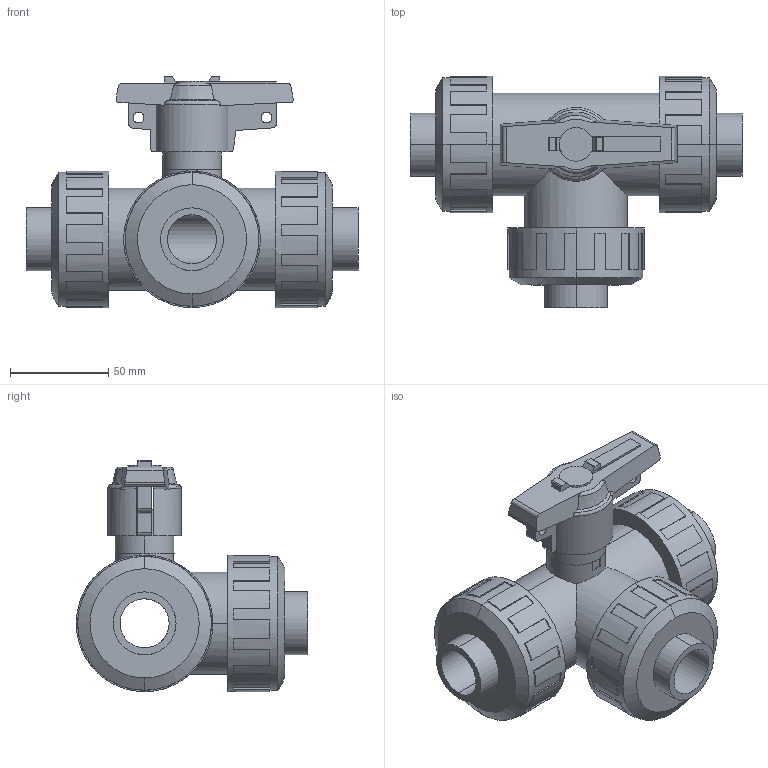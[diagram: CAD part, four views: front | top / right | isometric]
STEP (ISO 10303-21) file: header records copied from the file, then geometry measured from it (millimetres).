
FILE_DESCRIPTION(('STEP AP214'),'1');
FILE_NAME('cctmp_C20CF7ED-E889-4D64-9252-5D3F7D6FDF0B_2021_10_22_08_20_24_0454..stp','2021-10-22T06:20:24',('Praher Valves GmbH'),('CADClick - www.CADClick.com'),'Spatial InterOp 3D',' ','unknown authorization');
FILE_SCHEMA(('AUTOMOTIVE_DESIGN'));
Length unit declared in the file: millimetre
Products named in the file (1): 124777
Bounding box: 169 x 117.75 x 117.68 mm (x, y, z)
Volume: 514138.8 mm3; surface area: 125055.8 mm2
Topology: 1 solids, 1 shells, 382 faces, 1065 edges, 702 vertices
Faces by surface type: plane 270, cylinder 86, cone 18, torus 8
Entity records: 15805 total; most frequent: CARTESIAN_POINT 2611, DIRECTION 2170, ORIENTED_EDGE 2130, EDGE_CURVE 1065, AXIS2_PLACEMENT_3D 766, VERTEX_POINT 702, LINE 638, VECTOR 638
